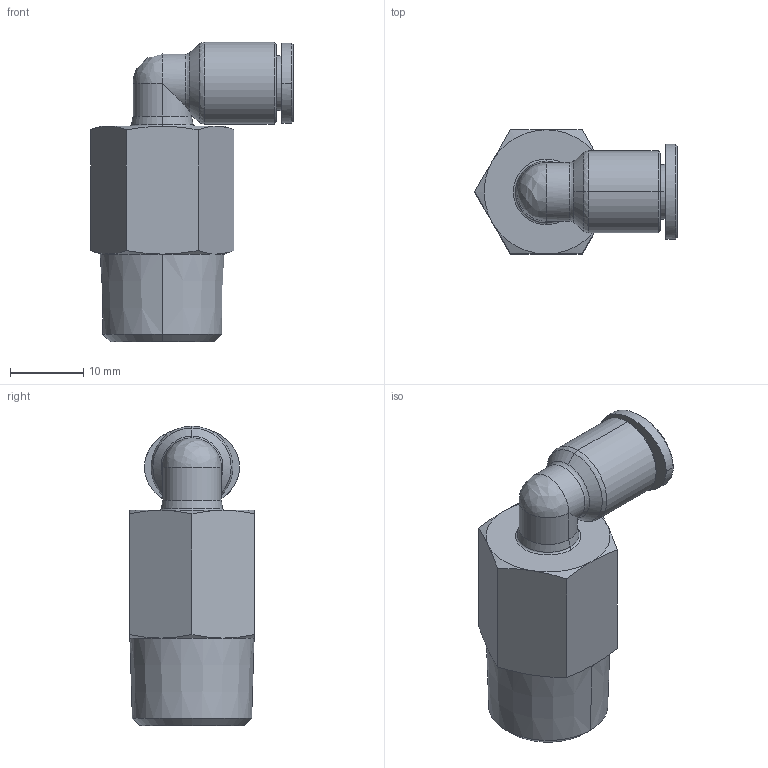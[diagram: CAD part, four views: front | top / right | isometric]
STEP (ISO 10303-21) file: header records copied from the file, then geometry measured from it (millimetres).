
FILE_DESCRIPTION (( 'STEP AP214' ), '1' );
FILE_NAME ('PLL06-03.stp', '2015-09-09T14:59:02', ( '' ), ( '' ), 'SwSTEP 2.0', 'SolidWorks 2015', '' );
FILE_SCHEMA (( 'AUTOMOTIVE_DESIGN' ));
Length unit declared in the file: millimetre
Products named in the file (2): ｦ+ﾃｦ1; PLL06-03
Assembly tree (1 placements, depth 2):
  PLL06-03
    ｦ+ﾃｦ1
Bounding box: 27.77 x 17 x 41 mm (x, y, z)
Volume: 6053.2 mm3; surface area: 4078.3 mm2
Topology: 1 solids, 1 shells, 262 faces, 706 edges, 458 vertices
Faces by surface type: plane 176, bspline 35, cone 28, cylinder 20, torus 3
Entity records: 9937 total; most frequent: CARTESIAN_POINT 3114, ORIENTED_EDGE 1406, DIRECTION 1135, EDGE_CURVE 703, LINE 521, VECTOR 521, VERTEX_POINT 458, AXIS2_PLACEMENT_3D 307
